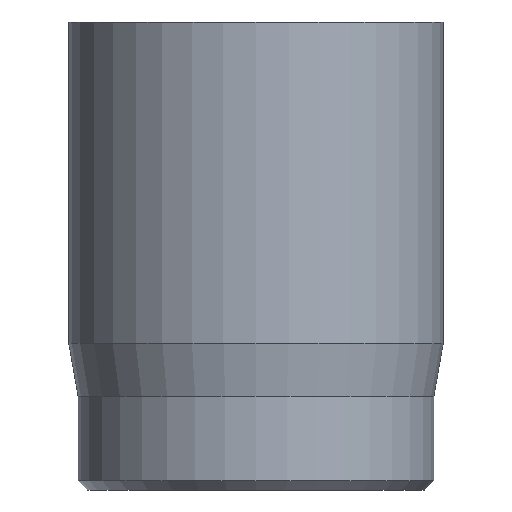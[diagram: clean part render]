
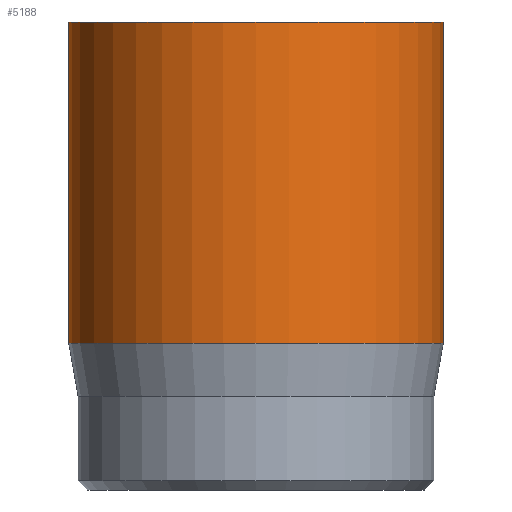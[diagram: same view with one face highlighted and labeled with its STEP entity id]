
A CAD part, front view. The second image highlights one B-rep face of the part: STEP entity #5188.
In plain terms, the highlighted cylindrical face has radius 2 mm (diameter 4 mm), a full revolution.
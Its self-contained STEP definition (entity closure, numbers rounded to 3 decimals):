
#31=CYLINDRICAL_SURFACE('',#5387,2.);
#43=CIRCLE('',#5363,2.);
#54=CIRCLE('',#5385,2.);
#55=CIRCLE('',#5386,2.);
#811=FACE_OUTER_BOUND('',#1112,.T.);
#1112=EDGE_LOOP('',(#4701,#4702,#4703,#4704,#4705));
#1538=LINE('',#9623,#1971);
#1971=VECTOR('',#6073,2.);
#2469=VERTEX_POINT('',#9579);
#2480=VERTEX_POINT('',#9617);
#2481=VERTEX_POINT('',#9618);
#3213=EDGE_CURVE('',#2469,#2469,#43,.T.);
#3229=EDGE_CURVE('',#2480,#2481,#54,.T.);
#3230=EDGE_CURVE('',#2481,#2480,#55,.T.);
#3232=EDGE_CURVE('',#2469,#2480,#1538,.T.);
#4701=ORIENTED_EDGE('',*,*,#3213,.T.);
#4702=ORIENTED_EDGE('',*,*,#3232,.T.);
#4703=ORIENTED_EDGE('',*,*,#3229,.T.);
#4704=ORIENTED_EDGE('',*,*,#3230,.T.);
#4705=ORIENTED_EDGE('',*,*,#3232,.F.);
#5188=ADVANCED_FACE('',(#811),#31,.T.);
#5363=AXIS2_PLACEMENT_3D('',#9580,#6017,#6018);
#5385=AXIS2_PLACEMENT_3D('',#9619,#6066,#6067);
#5386=AXIS2_PLACEMENT_3D('',#9620,#6068,#6069);
#5387=AXIS2_PLACEMENT_3D('',#9622,#6071,#6072);
#6017=DIRECTION('center_axis',(0.,0.,-1.));
#6018=DIRECTION('ref_axis',(-1.,0.,0.));
#6066=DIRECTION('center_axis',(0.,0.,1.));
#6067=DIRECTION('ref_axis',(-1.,0.,0.));
#6068=DIRECTION('center_axis',(0.,0.,1.));
#6069=DIRECTION('ref_axis',(-1.,0.,0.));
#6071=DIRECTION('center_axis',(0.,0.,1.));
#6072=DIRECTION('ref_axis',(-1.,0.,0.));
#6073=DIRECTION('',(0.,0.,-1.));
#9579=CARTESIAN_POINT('',(2.,0.,5.));
#9580=CARTESIAN_POINT('Origin',(0.,0.,5.));
#9617=CARTESIAN_POINT('',(2.,0.,1.567));
#9618=CARTESIAN_POINT('',(-2.,0.,1.567));
#9619=CARTESIAN_POINT('Origin',(0.,0.,1.567));
#9620=CARTESIAN_POINT('Origin',(0.,0.,1.567));
#9622=CARTESIAN_POINT('Origin',(0.,0.,0.));
#9623=CARTESIAN_POINT('',(2.,0.,0.));
